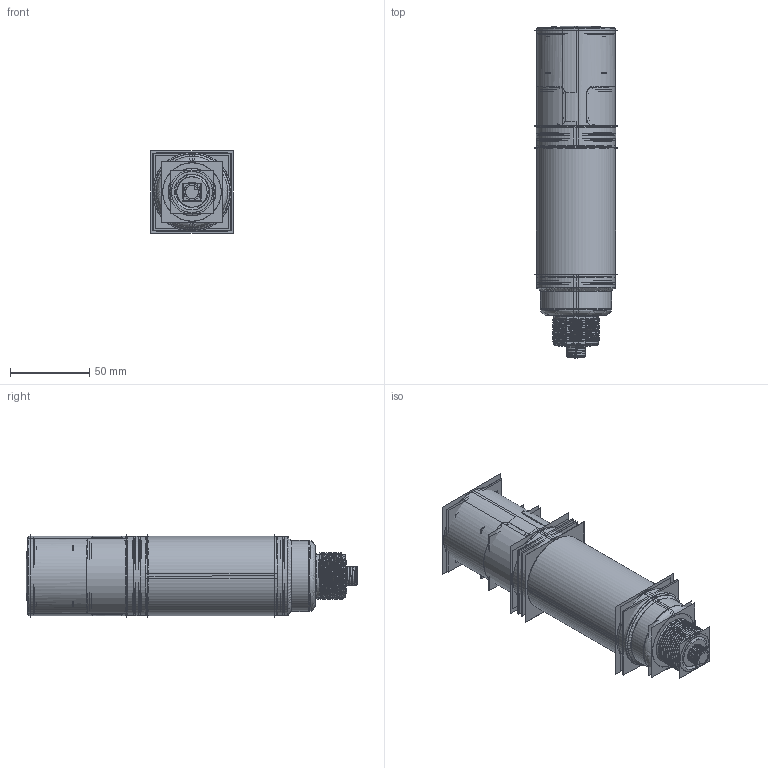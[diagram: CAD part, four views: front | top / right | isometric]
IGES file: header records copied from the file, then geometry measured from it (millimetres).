
Start section:  PTC IGES file: 170570.igs
Global section: file name: 170570.igs; native system: Creo Parametric by PTC Inc.; preprocessor: 2016260; author: pdmadmin; organization: Unknown; date: 20170404.092039; units: millimetre
Bounding box: 52.04 x 209.39 x 52 mm (x, y, z)
Volume: 128583.1 mm3; surface area: 685690.3 mm2
Topology: 10 solids, 10 shells, 2246 faces, 11230 edges, 14018 vertices
Faces by surface type: bspline 1294, revolution 952
